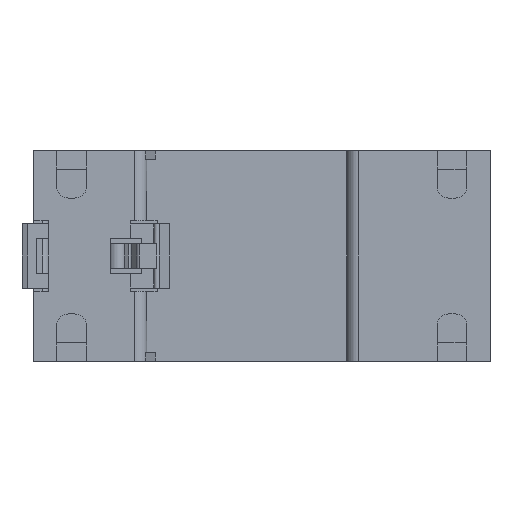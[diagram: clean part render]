
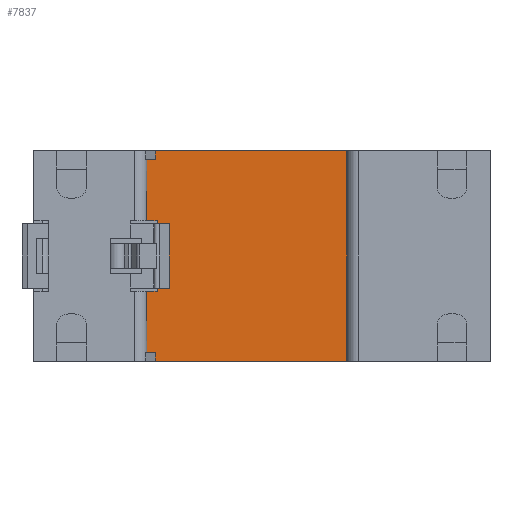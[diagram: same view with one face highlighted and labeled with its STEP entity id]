
A CAD part, front view. The second image highlights one B-rep face of the part: STEP entity #7837.
In plain terms, the highlighted planar face has unit normal (0, -1, 0).
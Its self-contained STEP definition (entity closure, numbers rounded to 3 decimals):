
#1203=DIRECTION('',(0.,0.,1.));
#1204=VECTOR('',#1203,36.);
#1205=CARTESIAN_POINT('',(17.3,0.,0.));
#1206=LINE('',#1205,#1204);
#1215=DIRECTION('',(0.,0.,1.));
#1216=VECTOR('',#1215,12.);
#1217=CARTESIAN_POINT('',(-17.9,0.,12.));
#1218=LINE('',#1217,#1216);
#1219=DIRECTION('',(1.,0.,0.));
#1220=VECTOR('',#1219,1.5);
#1221=CARTESIAN_POINT('',(-19.7,0.,34.5));
#1222=LINE('',#1221,#1220);
#1223=DIRECTION('',(0.,0.,1.));
#1224=VECTOR('',#1223,1.5);
#1225=CARTESIAN_POINT('',(-18.2,0.,34.5));
#1226=LINE('',#1225,#1224);
#1227=DIRECTION('',(1.,0.,0.));
#1228=VECTOR('',#1227,35.5);
#1229=CARTESIAN_POINT('',(-18.2,0.,36.));
#1230=LINE('',#1229,#1228);
#1231=DIRECTION('',(-1.,0.,0.));
#1232=VECTOR('',#1231,35.5);
#1233=CARTESIAN_POINT('',(17.3,0.,0.));
#1234=LINE('',#1233,#1232);
#1235=DIRECTION('',(1.,0.,0.));
#1236=VECTOR('',#1235,1.8);
#1237=CARTESIAN_POINT('',(-19.7,0.,12.));
#1238=LINE('',#1237,#1236);
#1276=DIRECTION('',(1.,0.,0.));
#1277=VECTOR('',#1276,1.8);
#1278=CARTESIAN_POINT('',(-19.7,0.,24.));
#1279=LINE('',#1278,#1277);
#1683=DIRECTION('',(0.,0.,-1.));
#1684=VECTOR('',#1683,10.5);
#1685=CARTESIAN_POINT('',(-19.7,0.,12.));
#1686=LINE('',#1685,#1684);
#1692=DIRECTION('',(1.,0.,0.));
#1693=VECTOR('',#1692,1.5);
#1694=CARTESIAN_POINT('',(-19.7,0.,1.5));
#1695=LINE('',#1694,#1693);
#1704=DIRECTION('',(0.,0.,-1.));
#1705=VECTOR('',#1704,1.5);
#1706=CARTESIAN_POINT('',(-18.2,0.,1.5));
#1707=LINE('',#1706,#1705);
#3027=DIRECTION('',(0.,0.,-1.));
#3028=VECTOR('',#3027,10.5);
#3029=CARTESIAN_POINT('',(-19.7,0.,34.5));
#3030=LINE('',#3029,#3028);
#4899=CARTESIAN_POINT('',(-18.2,0.,0.));
#4900=VERTEX_POINT('',#4899);
#4901=CARTESIAN_POINT('',(17.3,0.,0.));
#4902=VERTEX_POINT('',#4901);
#5106=CARTESIAN_POINT('',(-17.9,0.,12.));
#5107=VERTEX_POINT('',#5106);
#5126=CARTESIAN_POINT('',(-19.7,0.,1.5));
#5127=CARTESIAN_POINT('',(-18.2,0.,1.5));
#5128=VERTEX_POINT('',#5126);
#5129=VERTEX_POINT('',#5127);
#5130=CARTESIAN_POINT('',(-19.7,0.,12.));
#5131=VERTEX_POINT('',#5130);
#5292=CARTESIAN_POINT('',(17.3,0.,36.));
#5293=VERTEX_POINT('',#5292);
#5294=CARTESIAN_POINT('',(-18.2,0.,36.));
#5295=VERTEX_POINT('',#5294);
#5330=CARTESIAN_POINT('',(-18.2,0.,34.5));
#5331=VERTEX_POINT('',#5330);
#5332=CARTESIAN_POINT('',(-19.7,0.,24.));
#5333=CARTESIAN_POINT('',(-17.9,0.,24.));
#5334=VERTEX_POINT('',#5332);
#5335=VERTEX_POINT('',#5333);
#5336=CARTESIAN_POINT('',(-19.7,0.,34.5));
#5337=VERTEX_POINT('',#5336);
#7809=CARTESIAN_POINT('',(-1.2,0.,9.));
#7810=DIRECTION('',(0.,1.,0.));
#7811=DIRECTION('',(1.,0.,0.));
#7812=AXIS2_PLACEMENT_3D('',#7809,#7810,#7811);
#7813=PLANE('',#7812);
#7815=ORIENTED_EDGE('',*,*,#7814,.T.);
#7817=ORIENTED_EDGE('',*,*,#7816,.F.);
#7819=ORIENTED_EDGE('',*,*,#7818,.F.);
#7821=ORIENTED_EDGE('',*,*,#7820,.T.);
#7823=ORIENTED_EDGE('',*,*,#7822,.T.);
#7824=ORIENTED_EDGE('',*,*,#7207,.T.);
#7825=ORIENTED_EDGE('',*,*,#7801,.F.);
#7826=ORIENTED_EDGE('',*,*,#6879,.T.);
#7828=ORIENTED_EDGE('',*,*,#7827,.F.);
#7830=ORIENTED_EDGE('',*,*,#7829,.F.);
#7832=ORIENTED_EDGE('',*,*,#7831,.F.);
#7834=ORIENTED_EDGE('',*,*,#7833,.T.);
#7835=EDGE_LOOP('',(#7815,#7817,#7819,#7821,#7823,#7824,#7825,#7826,#7828,#7830,
#7832,#7834));
#7836=FACE_OUTER_BOUND('',#7835,.F.);
#6879=EDGE_CURVE('',#4902,#4900,#1234,.T.);
#7207=EDGE_CURVE('',#5295,#5293,#1230,.T.);
#7801=EDGE_CURVE('',#4902,#5293,#1206,.T.);
#7814=EDGE_CURVE('',#5107,#5335,#1218,.T.);
#7816=EDGE_CURVE('',#5334,#5335,#1279,.T.);
#7818=EDGE_CURVE('',#5337,#5334,#3030,.T.);
#7820=EDGE_CURVE('',#5337,#5331,#1222,.T.);
#7822=EDGE_CURVE('',#5331,#5295,#1226,.T.);
#7827=EDGE_CURVE('',#5129,#4900,#1707,.T.);
#7829=EDGE_CURVE('',#5128,#5129,#1695,.T.);
#7831=EDGE_CURVE('',#5131,#5128,#1686,.T.);
#7833=EDGE_CURVE('',#5131,#5107,#1238,.T.);
#7837=ADVANCED_FACE('',(#7836),#7813,.F.);
